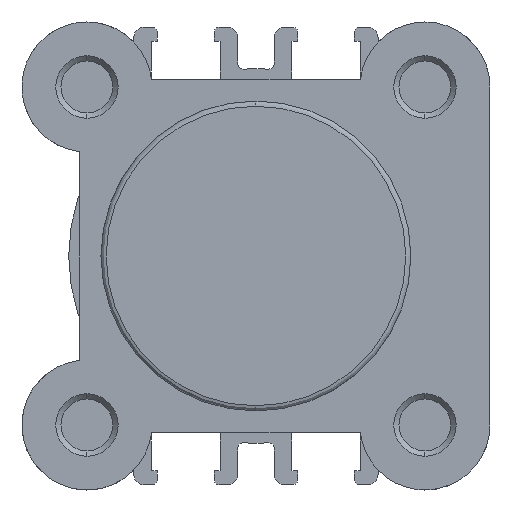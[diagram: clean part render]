
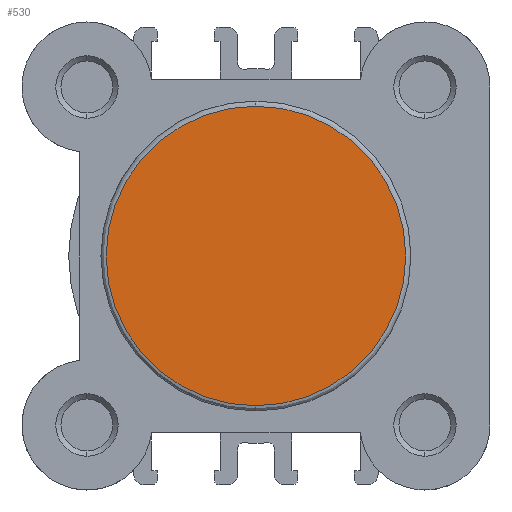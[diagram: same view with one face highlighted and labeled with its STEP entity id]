
A CAD part, left-side view. The second image highlights one B-rep face of the part: STEP entity #530.
In plain terms, the highlighted planar face has unit normal (-1, 0, 0).
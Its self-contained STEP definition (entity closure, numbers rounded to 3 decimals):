
#132 = VERTEX_POINT ( 'NONE', #309 ) ;
#309 = CARTESIAN_POINT ( 'NONE',  ( 0., 0., 14.4 ) ) ;
#402 = VERTEX_POINT ( 'NONE', #7629 ) ;
#530 = ADVANCED_FACE ( 'NONE', ( #1364 ), #7765, .T. ) ;
#989 = EDGE_LOOP ( 'NONE', ( #4898, #3232 ) ) ;
#1364 = FACE_OUTER_BOUND ( 'NONE', #989, .T. ) ;
#1802 = CARTESIAN_POINT ( 'NONE',  ( 0., -14.9, 0. ) ) ;
#1803 = DIRECTION ( 'NONE',  ( -1., 0., 0. ) ) ;
#1804 = DIRECTION ( 'NONE',  ( 0., 0., 1. ) ) ;
#2639 = CARTESIAN_POINT ( 'NONE',  ( 0., 0., 0. ) ) ;
#2640 = DIRECTION ( 'NONE',  ( -1., 0., 0. ) ) ;
#2641 = DIRECTION ( 'NONE',  ( 0., 0., 1. ) ) ;
#2804 = CARTESIAN_POINT ( 'NONE',  ( 0., 0., 0. ) ) ;
#2811 = DIRECTION ( 'NONE',  ( -1., 0., 0. ) ) ;
#2812 = DIRECTION ( 'NONE',  ( 0., 0., 1. ) ) ;
#3232 = ORIENTED_EDGE ( 'NONE', *, *, #3829, .T. ) ;
#3762 = EDGE_CURVE ( 'NONE', #132, #402, #5047, .T. ) ;
#3829 = EDGE_CURVE ( 'NONE', #402, #132, #5141, .T. ) ;
#4362 = AXIS2_PLACEMENT_3D ( 'NONE', #1802, #1803, #1804 ) ;
#4552 = AXIS2_PLACEMENT_3D ( 'NONE', #2639, #2640, #2641 ) ;
#4589 = AXIS2_PLACEMENT_3D ( 'NONE', #2804, #2811, #2812 ) ;
#4898 = ORIENTED_EDGE ( 'NONE', *, *, #3762, .T. ) ;
#5047 = CIRCLE ( 'NONE', #4552, 14.4 ) ;
#5141 = CIRCLE ( 'NONE', #4589, 14.4 ) ;
#7629 = CARTESIAN_POINT ( 'NONE',  ( 0., 0., -14.4 ) ) ;
#7765 = PLANE ( 'NONE',  #4362 ) ;
